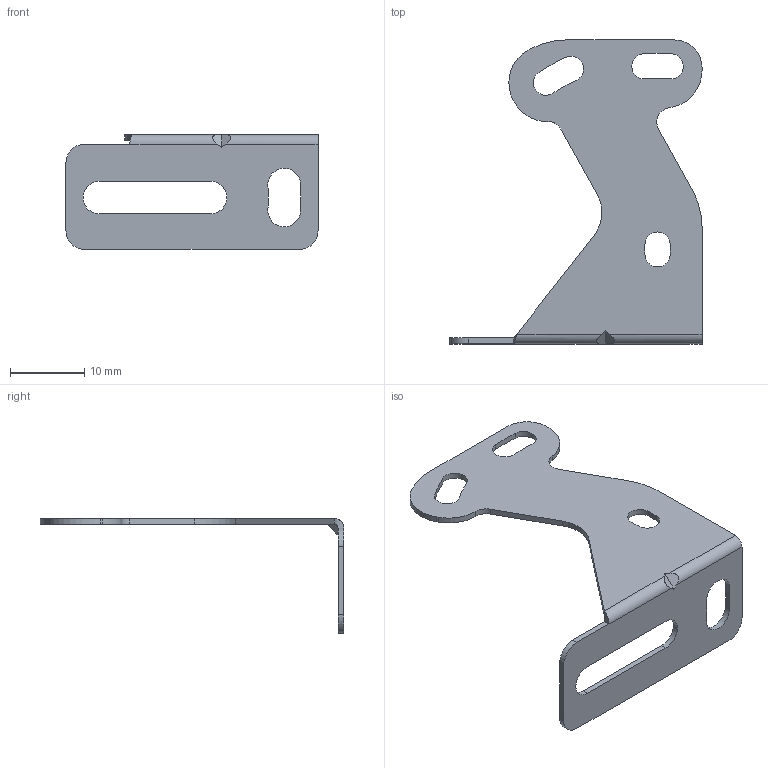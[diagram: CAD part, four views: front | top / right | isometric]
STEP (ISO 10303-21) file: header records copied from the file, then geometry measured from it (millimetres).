
FILE_DESCRIPTION((''),'2;1');
FILE_NAME('220972_ASM','2020-12-16T08:28:03',('PDMAdmin'),('BANNER ENGINEERING'),'CREO PARAMETRIC BY PTC INC, 2019292','CREO PARAMETRIC BY PTC INC, 2019292','');
FILE_SCHEMA(('CONFIG_CONTROL_DESIGN'));
Length unit declared in the file: millimetre
Products named in the file (2): 219817; 220972_ASM
Assembly tree (1 placements, depth 2):
  220972_ASM
    219817
Bounding box: 34 x 41 x 15.5 mm (x, y, z)
Volume: 853.5 mm3; surface area: 2373.6 mm2
Topology: 1 solids, 1 shells, 59 faces, 163 edges, 106 vertices
Faces by surface type: cylinder 32, plane 26, bspline 1
Entity records: 2065 total; most frequent: CARTESIAN_POINT 433, DIRECTION 337, ORIENTED_EDGE 326, EDGE_CURVE 163, AXIS2_PLACEMENT_3D 119, VERTEX_POINT 106, VECTOR 99, LINE 99
